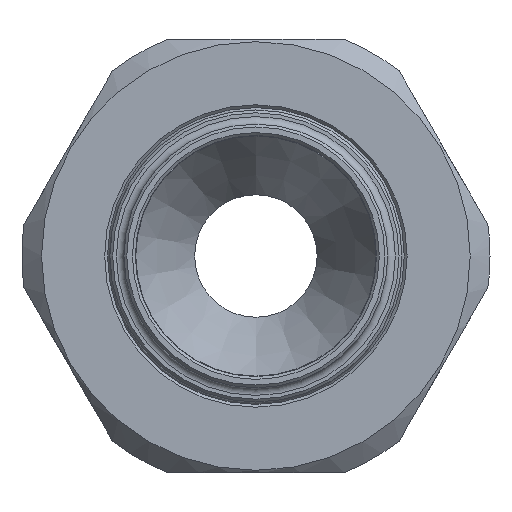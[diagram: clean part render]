
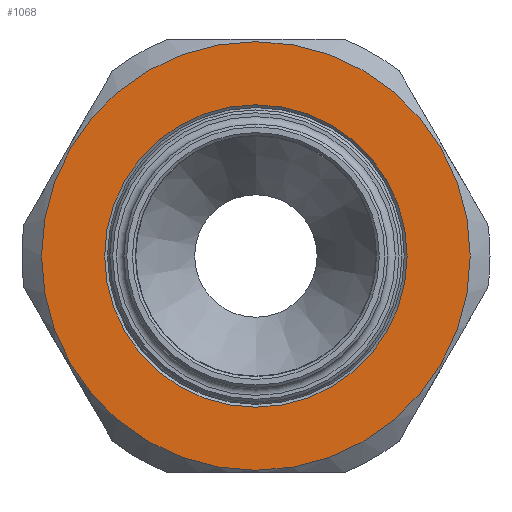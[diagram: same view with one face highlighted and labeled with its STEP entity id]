
A CAD part, left-side view. The second image highlights one B-rep face of the part: STEP entity #1068.
In plain terms, the highlighted planar face has unit normal (-1, 0, 0).
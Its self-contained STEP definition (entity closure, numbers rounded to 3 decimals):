
#42=FACE_BOUND('',#203,.T.);
#103=PLANE('',#1231);
#136=FACE_OUTER_BOUND('',#202,.T.);
#202=EDGE_LOOP('',(#809));
#203=EDGE_LOOP('',(#810));
#373=CIRCLE('',#1211,22.75);
#383=CIRCLE('',#1230,16.05);
#470=VERTEX_POINT('',#1811);
#479=VERTEX_POINT('',#1846);
#589=EDGE_CURVE('',#470,#470,#373,.T.);
#603=EDGE_CURVE('',#479,#479,#383,.T.);
#809=ORIENTED_EDGE('',*,*,#589,.T.);
#810=ORIENTED_EDGE('',*,*,#603,.F.);
#1068=ADVANCED_FACE('',(#136,#42),#103,.T.);
#1211=AXIS2_PLACEMENT_3D('',#1813,#1410,#1411);
#1230=AXIS2_PLACEMENT_3D('',#1847,#1451,#1452);
#1231=AXIS2_PLACEMENT_3D('',#1849,#1454,#1455);
#1410=DIRECTION('center_axis',(-1.,0.,0.));
#1411=DIRECTION('ref_axis',(0.,1.,0.));
#1451=DIRECTION('center_axis',(-1.,0.,0.));
#1452=DIRECTION('ref_axis',(0.,0.,-1.));
#1454=DIRECTION('center_axis',(-1.,0.,0.));
#1455=DIRECTION('ref_axis',(0.,0.,1.));
#1811=CARTESIAN_POINT('',(-19.,-22.75,0.));
#1813=CARTESIAN_POINT('Origin',(-19.,0.,0.));
#1846=CARTESIAN_POINT('',(-19.,0.,16.05));
#1847=CARTESIAN_POINT('Origin',(-19.,0.,0.));
#1849=CARTESIAN_POINT('Origin',(-19.,0.,0.));
